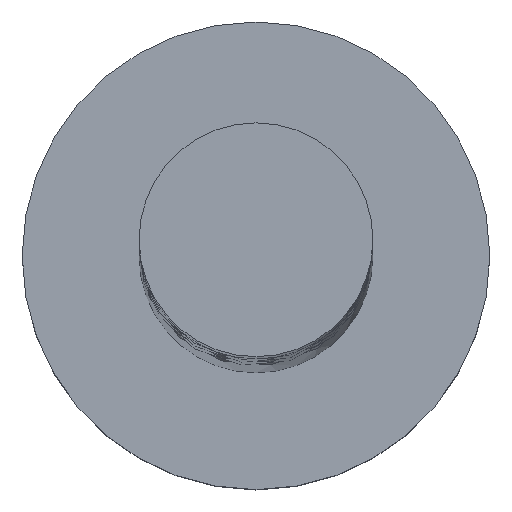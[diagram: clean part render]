
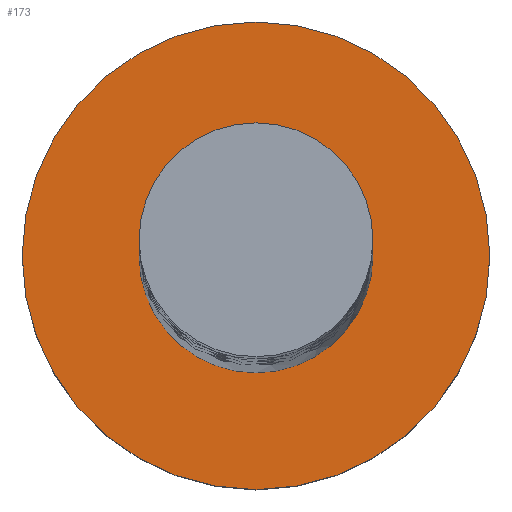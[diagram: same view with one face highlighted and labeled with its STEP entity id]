
A CAD part, top view. The second image highlights one B-rep face of the part: STEP entity #173.
In plain terms, the highlighted planar face has unit normal (0, 0, 1).
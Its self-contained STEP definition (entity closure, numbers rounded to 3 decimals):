
#13 = CARTESIAN_POINT ( 'NONE',  ( 0., 0., 5. ) ) ;
#35 = CARTESIAN_POINT ( 'NONE',  ( 0., 0., 5. ) ) ;
#44 = DIRECTION ( 'NONE',  ( 1., 0., 0. ) ) ;
#68 = AXIS2_PLACEMENT_3D ( 'NONE', #13, #299, #1750 ) ;
#78 = VERTEX_POINT ( 'NONE', #1365 ) ;
#153 = DIRECTION ( 'NONE',  ( 0., 0., 1. ) ) ;
#173 = ADVANCED_FACE ( 'NONE', ( #999, #860 ), #719, .T. ) ;
#180 = CARTESIAN_POINT ( 'NONE',  ( 6., 0., 5. ) ) ;
#299 = DIRECTION ( 'NONE',  ( 0., 0., 1. ) ) ;
#346 = AXIS2_PLACEMENT_3D ( 'NONE', #35, #153, #44 ) ;
#372 = DIRECTION ( 'NONE',  ( 0., 0., 1. ) ) ;
#405 = CARTESIAN_POINT ( 'NONE',  ( 0., 0., 5. ) ) ;
#439 = EDGE_CURVE ( 'NONE', #525, #78, #1375, .T. ) ;
#507 = VERTEX_POINT ( 'NONE', #180 ) ;
#525 = VERTEX_POINT ( 'NONE', #881 ) ;
#670 = VERTEX_POINT ( 'NONE', #778 ) ;
#682 = EDGE_LOOP ( 'NONE', ( #1541, #1692 ) ) ;
#719 = PLANE ( 'NONE',  #68 ) ;
#739 = CARTESIAN_POINT ( 'NONE',  ( 0., 0., 5. ) ) ;
#778 = CARTESIAN_POINT ( 'NONE',  ( -6., 0., 5. ) ) ;
#860 = FACE_OUTER_BOUND ( 'NONE', #682, .T. ) ;
#879 = EDGE_CURVE ( 'NONE', #670, #507, #1152, .T. ) ;
#881 = CARTESIAN_POINT ( 'NONE',  ( -3., 0., 5. ) ) ;
#891 = AXIS2_PLACEMENT_3D ( 'NONE', #405, #1803, #1682 ) ;
#999 = FACE_BOUND ( 'NONE', #1275, .T. ) ;
#1014 = EDGE_CURVE ( 'NONE', #507, #670, #1534, .T. ) ;
#1094 = AXIS2_PLACEMENT_3D ( 'NONE', #1110, #372, #1545 ) ;
#1110 = CARTESIAN_POINT ( 'NONE',  ( 0., 0., 5. ) ) ;
#1121 = CIRCLE ( 'NONE', #1094, 3. ) ;
#1146 = DIRECTION ( 'NONE',  ( 1., 0., 0. ) ) ;
#1152 = CIRCLE ( 'NONE', #891, 6. ) ;
#1185 = DIRECTION ( 'NONE',  ( 0., 0., 1. ) ) ;
#1237 = ORIENTED_EDGE ( 'NONE', *, *, #439, .F. ) ;
#1275 = EDGE_LOOP ( 'NONE', ( #1237, #1769 ) ) ;
#1365 = CARTESIAN_POINT ( 'NONE',  ( 3., 0., 5. ) ) ;
#1375 = CIRCLE ( 'NONE', #1703, 3. ) ;
#1534 = CIRCLE ( 'NONE', #346, 6. ) ;
#1541 = ORIENTED_EDGE ( 'NONE', *, *, #879, .T. ) ;
#1545 = DIRECTION ( 'NONE',  ( 1., 0., 0. ) ) ;
#1682 = DIRECTION ( 'NONE',  ( 1., 0., 0. ) ) ;
#1692 = ORIENTED_EDGE ( 'NONE', *, *, #1014, .T. ) ;
#1703 = AXIS2_PLACEMENT_3D ( 'NONE', #739, #1185, #1146 ) ;
#1750 = DIRECTION ( 'NONE',  ( 1., 0., 0. ) ) ;
#1769 = ORIENTED_EDGE ( 'NONE', *, *, #1770, .F. ) ;
#1770 = EDGE_CURVE ( 'NONE', #78, #525, #1121, .T. ) ;
#1803 = DIRECTION ( 'NONE',  ( 0., 0., 1. ) ) ;
